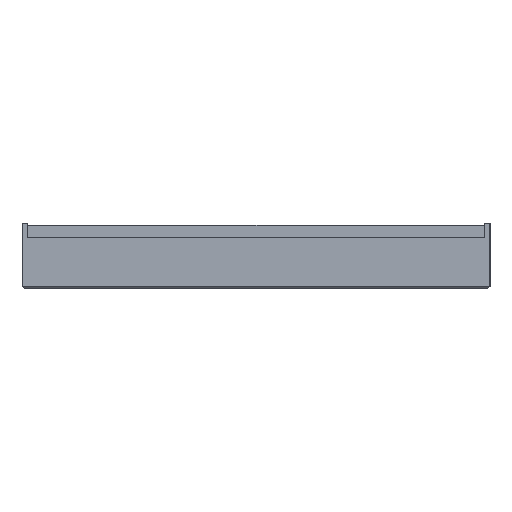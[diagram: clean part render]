
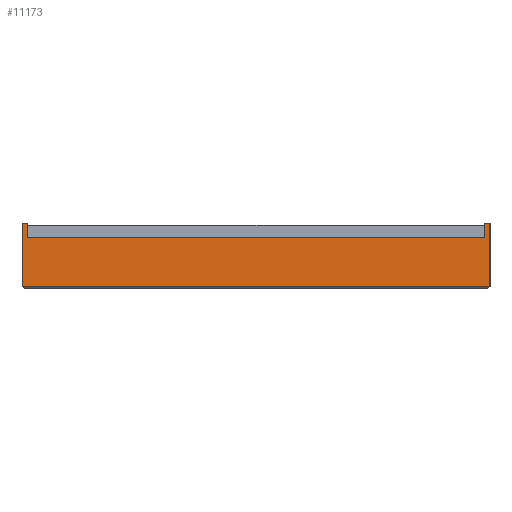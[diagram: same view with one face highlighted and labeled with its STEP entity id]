
A CAD part, left-side view. The second image highlights one B-rep face of the part: STEP entity #11173.
In plain terms, the highlighted planar face has unit normal (-1, 0, 0).
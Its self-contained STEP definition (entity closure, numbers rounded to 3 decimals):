
#917=FACE_OUTER_BOUND('',#1554,.T.);
#1554=EDGE_LOOP('',(#7801,#7802,#7803,#7804,#7805,#7806,#7807,#7808));
#2319=LINE('',#16075,#3547);
#2454=LINE('',#16513,#3682);
#2457=LINE('',#16519,#3685);
#2458=LINE('',#16522,#3686);
#2463=LINE('',#16531,#3691);
#2468=LINE('',#16541,#3696);
#2471=LINE('',#16547,#3699);
#2472=LINE('',#16548,#3700);
#3547=VECTOR('',#12855,10.);
#3682=VECTOR('',#13164,10.);
#3685=VECTOR('',#13169,10.);
#3686=VECTOR('',#13172,10.);
#3691=VECTOR('',#13179,10.);
#3696=VECTOR('',#13188,10.);
#3699=VECTOR('',#13195,10.);
#3700=VECTOR('',#13196,10.);
#4759=VERTEX_POINT('',#16073);
#4760=VERTEX_POINT('',#16074);
#4976=VERTEX_POINT('',#16511);
#4978=VERTEX_POINT('',#16517);
#4979=VERTEX_POINT('',#16521);
#4981=VERTEX_POINT('',#16527);
#4985=VERTEX_POINT('',#16539);
#4986=VERTEX_POINT('',#16546);
#5851=EDGE_CURVE('',#4759,#4760,#2319,.T.);
#6070=EDGE_CURVE('',#4759,#4976,#2454,.T.);
#6073=EDGE_CURVE('',#4978,#4976,#2457,.T.);
#6074=EDGE_CURVE('',#4760,#4979,#2458,.T.);
#6079=EDGE_CURVE('',#4979,#4981,#2463,.T.);
#6084=EDGE_CURVE('',#4978,#4985,#2468,.T.);
#6087=EDGE_CURVE('',#4986,#4985,#2471,.T.);
#6088=EDGE_CURVE('',#4981,#4986,#2472,.T.);
#7801=ORIENTED_EDGE('',*,*,#6070,.T.);
#7802=ORIENTED_EDGE('',*,*,#6073,.F.);
#7803=ORIENTED_EDGE('',*,*,#6084,.T.);
#7804=ORIENTED_EDGE('',*,*,#6087,.F.);
#7805=ORIENTED_EDGE('',*,*,#6088,.F.);
#7806=ORIENTED_EDGE('',*,*,#6079,.F.);
#7807=ORIENTED_EDGE('',*,*,#6074,.F.);
#7808=ORIENTED_EDGE('',*,*,#5851,.F.);
#10792=PLANE('',#11879);
#11173=ADVANCED_FACE('',(#917),#10792,.T.);
#11879=AXIS2_PLACEMENT_3D('',#16545,#13193,#13194);
#12855=DIRECTION('',(0.,-1.,0.));
#13164=DIRECTION('',(0.,0.,1.));
#13169=DIRECTION('',(0.,-1.,0.));
#13172=DIRECTION('',(0.,0.,1.));
#13179=DIRECTION('',(0.,-1.,0.));
#13188=DIRECTION('',(0.,0.,-1.));
#13193=DIRECTION('center_axis',(-1.,0.,0.));
#13194=DIRECTION('ref_axis',(0.,-1.,0.));
#13195=DIRECTION('',(0.,1.,0.));
#13196=DIRECTION('',(0.,0.,-1.));
#16073=CARTESIAN_POINT('',(0.1,78.8,12.));
#16074=CARTESIAN_POINT('',(0.1,-28.8,12.));
#16075=CARTESIAN_POINT('',(0.1,35.75,12.));
#16511=CARTESIAN_POINT('',(0.1,78.8,15.5));
#16513=CARTESIAN_POINT('',(0.1,78.8,12.));
#16517=CARTESIAN_POINT('',(0.1,80.,15.5));
#16519=CARTESIAN_POINT('',(0.1,80.,15.5));
#16521=CARTESIAN_POINT('',(0.1,-28.8,15.5));
#16522=CARTESIAN_POINT('',(0.1,-28.8,12.));
#16527=CARTESIAN_POINT('',(0.1,-30.,15.5));
#16531=CARTESIAN_POINT('',(0.1,-5.4,15.5));
#16539=CARTESIAN_POINT('',(0.1,80.,0.5));
#16541=CARTESIAN_POINT('',(0.1,80.,0.));
#16545=CARTESIAN_POINT('Origin',(0.1,-5.5,0.));
#16546=CARTESIAN_POINT('',(0.1,-30.,0.5));
#16547=CARTESIAN_POINT('',(0.1,35.75,0.5));
#16548=CARTESIAN_POINT('',(0.1,-30.,3.));
